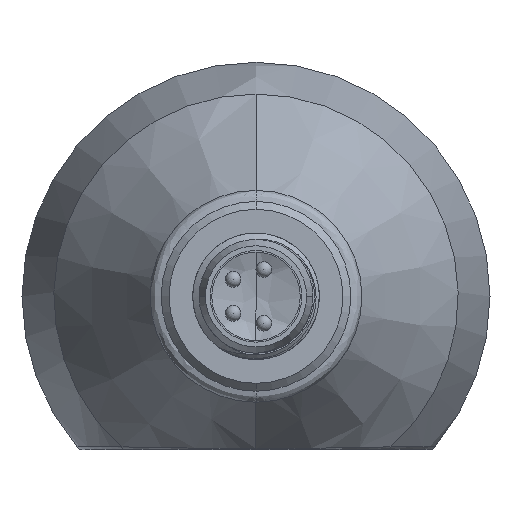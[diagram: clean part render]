
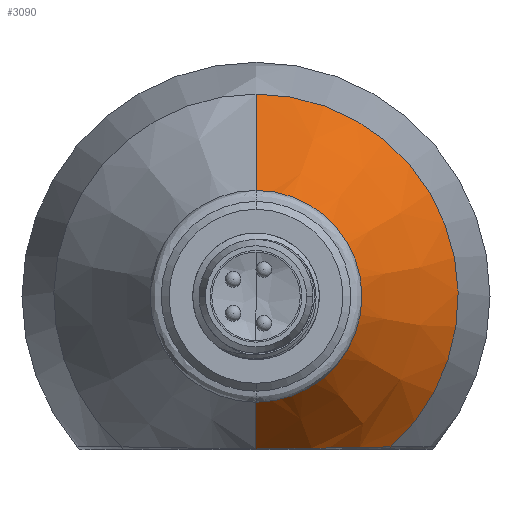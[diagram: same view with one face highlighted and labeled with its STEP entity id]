
A CAD part, front view. The second image highlights one B-rep face of the part: STEP entity #3090.
In plain terms, the highlighted conical face has half-angle 30 degrees and reference radius 12.79 mm.
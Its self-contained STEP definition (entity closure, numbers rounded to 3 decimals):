
#33 = CARTESIAN_POINT ( 'NONE',  ( -9., -63.592, -17.184 ) ) ;
#35 = DIRECTION ( 'NONE',  ( 0., 0., -1. ) ) ;
#75 = ORIENTED_EDGE ( 'NONE', *, *, #179, .T. ) ;
#100 = CARTESIAN_POINT ( 'NONE',  ( -10.181, -70.004, -7.554 ) ) ;
#108 = CARTESIAN_POINT ( 'NONE',  ( -4.214, -60.955, -17.122 ) ) ;
#179 = EDGE_CURVE ( 'NONE', #1471, #1809, #2761, .T. ) ;
#262 = CIRCLE ( 'NONE', #3075, 6. ) ;
#322 = EDGE_CURVE ( 'NONE', #447, #1471, #262, .T. ) ;
#344 = CONICAL_SURFACE ( 'NONE', #1242, 12.79, 0.524 ) ;
#355 = CARTESIAN_POINT ( 'NONE',  ( -8.169, -63.368, -17.178 ) ) ;
#422 = CARTESIAN_POINT ( 'NONE',  ( -8.686, -63.524, -17.182 ) ) ;
#447 = VERTEX_POINT ( 'NONE', #3702 ) ;
#543 = CARTESIAN_POINT ( 'NONE',  ( -5.435, -61.866, -17.142 ) ) ;
#545 = DIRECTION ( 'NONE',  ( 0., 0., 1. ) ) ;
#551 = VERTEX_POINT ( 'NONE', #882 ) ;
#594 = CARTESIAN_POINT ( 'NONE',  ( -10.181, -58.242, -7.554 ) ) ;
#729 = DIRECTION ( 'NONE',  ( 0., 0.866, 0.5 ) ) ;
#735 = EDGE_CURVE ( 'NONE', #1809, #551, #3878, .T. ) ;
#756 = CARTESIAN_POINT ( 'NONE',  ( -6.166, -62.376, -17.153 ) ) ;
#846 = CARTESIAN_POINT ( 'NONE',  ( -10.181, -70.004, -13.554 ) ) ;
#863 = VECTOR ( 'NONE', #729, 1000. ) ;
#882 = CARTESIAN_POINT ( 'NONE',  ( -1.642, -58.242, -17.076 ) ) ;
#1006 = LINE ( 'NONE', #3896, #863 ) ;
#1100 = CARTESIAN_POINT ( 'NONE',  ( -6.911, -62.824, -17.164 ) ) ;
#1120 = CARTESIAN_POINT ( 'NONE',  ( -9.269, -63.642, -17.185 ) ) ;
#1136 = DIRECTION ( 'NONE',  ( 0., 0., 1. ) ) ;
#1142 = VECTOR ( 'NONE', #1750, 1000. ) ;
#1242 = AXIS2_PLACEMENT_3D ( 'NONE', #594, #2646, #545 ) ;
#1424 = CARTESIAN_POINT ( 'NONE',  ( -7.742, -63.207, -17.173 ) ) ;
#1438 = CARTESIAN_POINT ( 'NONE',  ( -9.081, -63.608, -17.184 ) ) ;
#1471 = VERTEX_POINT ( 'NONE', #846 ) ;
#1608 = CARTESIAN_POINT ( 'NONE',  ( -5.884, -62.187, -17.149 ) ) ;
#1750 = DIRECTION ( 'NONE',  ( 0., 0.866, -0.5 ) ) ;
#1778 = CARTESIAN_POINT ( 'NONE',  ( -8.014, -63.314, -17.176 ) ) ;
#1798 = CARTESIAN_POINT ( 'NONE',  ( -9.752, -63.699, -17.186 ) ) ;
#1809 = VERTEX_POINT ( 'NONE', #3563 ) ;
#1865 = CARTESIAN_POINT ( 'NONE',  ( -5.743, -62.089, -17.147 ) ) ;
#1951 = CARTESIAN_POINT ( 'NONE',  ( -5.416, -61.851, -17.141 ) ) ;
#1976 = CIRCLE ( 'NONE', #2714, 12.79 ) ;
#2115 = CARTESIAN_POINT ( 'NONE',  ( -8.946, -63.581, -17.183 ) ) ;
#2158 = ORIENTED_EDGE ( 'NONE', *, *, #322, .T. ) ;
#2178 = CARTESIAN_POINT ( 'NONE',  ( -10.181, -58.242, 5.237 ) ) ;
#2486 = CARTESIAN_POINT ( 'NONE',  ( -7.703, -63.191, -17.173 ) ) ;
#2513 = CARTESIAN_POINT ( 'NONE',  ( -6.353, -62.494, -17.156 ) ) ;
#2536 = EDGE_CURVE ( 'NONE', #2728, #551, #1976, .T. ) ;
#2646 = DIRECTION ( 'NONE',  ( 0., 1., 0. ) ) ;
#2676 = EDGE_LOOP ( 'NONE', ( #2158, #75, #2924, #3967, #3414 ) ) ;
#2714 = AXIS2_PLACEMENT_3D ( 'NONE', #3185, #2835, #35 ) ;
#2728 = VERTEX_POINT ( 'NONE', #2178 ) ;
#2761 = LINE ( 'NONE', #3863, #1142 ) ;
#2835 = DIRECTION ( 'NONE',  ( 0., 1., 0. ) ) ;
#2924 = ORIENTED_EDGE ( 'NONE', *, *, #735, .T. ) ;
#2981 = CARTESIAN_POINT ( 'NONE',  ( -2.973, -59.753, -17.099 ) ) ;
#2997 = CARTESIAN_POINT ( 'NONE',  ( -5.494, -61.91, -17.143 ) ) ;
#3075 = AXIS2_PLACEMENT_3D ( 'NONE', #100, #4313, #1136 ) ;
#3090 = ADVANCED_FACE ( 'NONE', ( #3762 ), #344, .T. ) ;
#3184 = CARTESIAN_POINT ( 'NONE',  ( -7.833, -63.244, -17.174 ) ) ;
#3185 = CARTESIAN_POINT ( 'NONE',  ( -10.181, -58.242, -7.554 ) ) ;
#3205 = CARTESIAN_POINT ( 'NONE',  ( -10.181, -63.711, -17.187 ) ) ;
#3233 = CARTESIAN_POINT ( 'NONE',  ( -9.43, -63.664, -17.185 ) ) ;
#3256 = CARTESIAN_POINT ( 'NONE',  ( -8.479, -63.468, -17.18 ) ) ;
#3277 = CARTESIAN_POINT ( 'NONE',  ( -5.577, -61.97, -17.144 ) ) ;
#3414 = ORIENTED_EDGE ( 'NONE', *, *, #4502, .F. ) ;
#3533 = CARTESIAN_POINT ( 'NONE',  ( -8.918, -63.575, -17.183 ) ) ;
#3563 = CARTESIAN_POINT ( 'NONE',  ( -10.181, -63.711, -17.187 ) ) ;
#3592 = CARTESIAN_POINT ( 'NONE',  ( -9.966, -63.711, -17.187 ) ) ;
#3702 = CARTESIAN_POINT ( 'NONE',  ( -10.181, -70.004, -1.554 ) ) ;
#3762 = FACE_OUTER_BOUND ( 'NONE', #2676, .T. ) ;
#3863 = CARTESIAN_POINT ( 'NONE',  ( -10.181, -58.242, -20.344 ) ) ;
#3878 = B_SPLINE_CURVE_WITH_KNOTS ( 'NONE', 3,
 ( #3205, #3592, #1798, #3233, #1120, #1438, #33, #2115, #3533, #422, #3256, #355, #1778, #3184, #1424, #2486, #4299, #3901, #4275, #1100, #2513, #756, #1608, #1865, #3277, #2997, #4404, #543, #4057, #1951, #108, #2981, #3995 ),
 .UNSPECIFIED., .F., .F.,
 ( 4, 2, 1, 1, 2, 2, 2, 1, 1, 1, 2, 2, 2, 2, 1, 1, 1, 1, 2, 2, 4 ),
 ( 0., 0.063, 0.094, 0.109, 0.117, 0.125, 0.188, 0.219, 0.234, 0.242, 0.246, 0.25, 0.375, 0.438, 0.469, 0.484, 0.492, 0.496, 0.498, 0.5, 1. ),
 .UNSPECIFIED. ) ;
#3896 = CARTESIAN_POINT ( 'NONE',  ( -10.181, -58.242, 5.237 ) ) ;
#3901 = CARTESIAN_POINT ( 'NONE',  ( -7.662, -63.174, -17.173 ) ) ;
#3967 = ORIENTED_EDGE ( 'NONE', *, *, #2536, .F. ) ;
#3995 = CARTESIAN_POINT ( 'NONE',  ( -1.642, -58.242, -17.076 ) ) ;
#4057 = CARTESIAN_POINT ( 'NONE',  ( -5.423, -61.857, -17.142 ) ) ;
#4275 = CARTESIAN_POINT ( 'NONE',  ( -7.281, -63.013, -17.169 ) ) ;
#4299 = CARTESIAN_POINT ( 'NONE',  ( -7.677, -63.18, -17.173 ) ) ;
#4313 = DIRECTION ( 'NONE',  ( 0., 1., 0. ) ) ;
#4404 = CARTESIAN_POINT ( 'NONE',  ( -5.453, -61.879, -17.142 ) ) ;
#4502 = EDGE_CURVE ( 'NONE', #447, #2728, #1006, .T. ) ;
